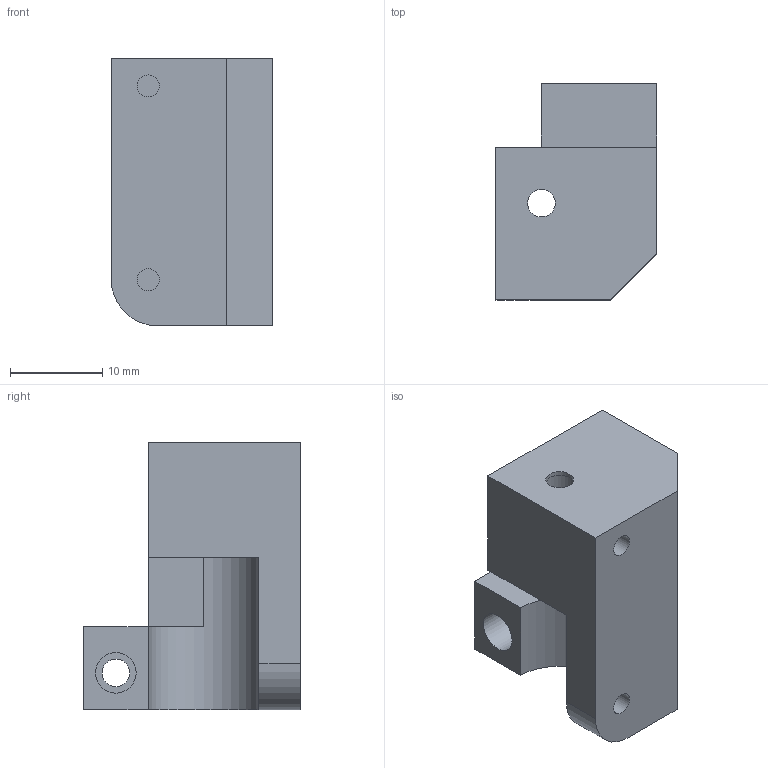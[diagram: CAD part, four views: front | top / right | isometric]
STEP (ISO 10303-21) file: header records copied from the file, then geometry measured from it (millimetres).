
FILE_DESCRIPTION(('FreeCAD Model'),'2;1');
FILE_NAME('xy_endstop_mount.step','2019-10-09T12:19:21',('Author'),(''), 'Open CASCADE STEP processor 7.3','FreeCAD','Unknown');
FILE_SCHEMA(('AUTOMOTIVE_DESIGN { 1 0 10303 214 1 1 1 1 }'));
Length unit declared in the file: millimetre
Products named in the file (1): Pocket010
Bounding box: 17.5 x 23.5 x 29 mm (x, y, z)
Volume: 6394.5 mm3; surface area: 3136.1 mm2
Topology: 1 solids, 1 shells, 25 faces, 57 edges, 38 vertices
Faces by surface type: plane 17, cylinder 8
Full cylindrical faces by diameter (mm): 2.4 x2, 3 x2, 4.4 x2
Entity records: 1495 total; most frequent: CARTESIAN_POINT 282, DIRECTION 229, LINE 130, VECTOR 130, ORIENTED_EDGE 114, PCURVE 114, DEFINITIONAL_REPRESENTATION 114, EDGE_CURVE 57
